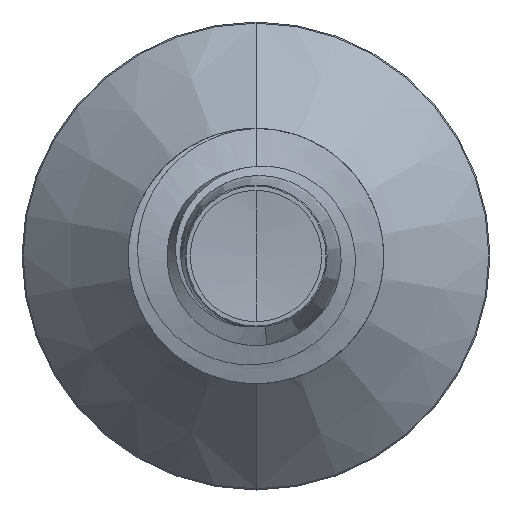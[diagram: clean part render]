
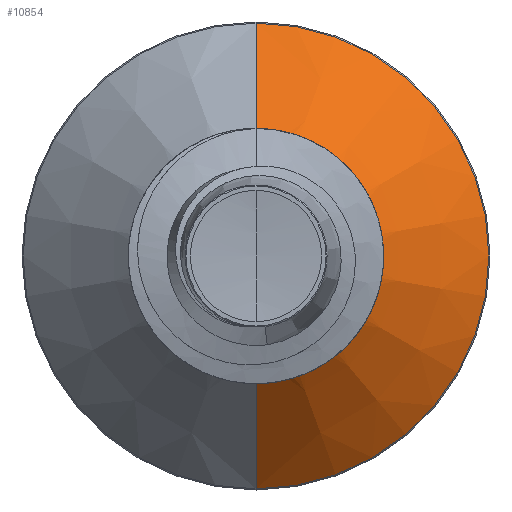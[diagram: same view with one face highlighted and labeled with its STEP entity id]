
A CAD part, front view. The second image highlights one B-rep face of the part: STEP entity #10854.
In plain terms, the highlighted conical face has half-angle 45 degrees and reference radius 1.165 mm.
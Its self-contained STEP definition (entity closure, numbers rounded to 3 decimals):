
#121 = CARTESIAN_POINT ( 'NONE',  ( 0., 5.365, 0. ) ) ;
#168 = AXIS2_PLACEMENT_3D ( 'NONE', #1640, #7575, #2482 ) ;
#368 = VECTOR ( 'NONE', #1936, 1000. ) ;
#973 = DIRECTION ( 'NONE',  ( 0., 1., 0. ) ) ;
#1446 = CARTESIAN_POINT ( 'NONE',  ( 0., 5.365, 1.165 ) ) ;
#1640 = CARTESIAN_POINT ( 'NONE',  ( 0., 6.937, 0. ) ) ;
#1936 = DIRECTION ( 'NONE',  ( 0., 0.707, -0.707 ) ) ;
#2224 = DIRECTION ( 'NONE',  ( 0., 1., 0. ) ) ;
#2482 = DIRECTION ( 'NONE',  ( 0., 0., 1. ) ) ;
#2631 = CONICAL_SURFACE ( 'NONE', #2806, 1.165, 0.785 ) ;
#2670 = VERTEX_POINT ( 'NONE', #6191 ) ;
#2806 = AXIS2_PLACEMENT_3D ( 'NONE', #121, #973, #6907 ) ;
#2868 = CARTESIAN_POINT ( 'NONE',  ( 0., 6.937, -2.737 ) ) ;
#2897 = FACE_OUTER_BOUND ( 'NONE', #8123, .T. ) ;
#3834 = CIRCLE ( 'NONE', #168, 2.737 ) ;
#4615 = ORIENTED_EDGE ( 'NONE', *, *, #10542, .F. ) ;
#4743 = DIRECTION ( 'NONE',  ( 0., 0.707, 0.707 ) ) ;
#4789 = CARTESIAN_POINT ( 'NONE',  ( 0., 5.365, -1.165 ) ) ;
#5576 = EDGE_CURVE ( 'NONE', #6100, #5705, #5819, .T. ) ;
#5705 = VERTEX_POINT ( 'NONE', #4789 ) ;
#5819 = CIRCLE ( 'NONE', #7275, 1.165 ) ;
#6100 = VERTEX_POINT ( 'NONE', #6812 ) ;
#6191 = CARTESIAN_POINT ( 'NONE',  ( 0., 6.937, 2.737 ) ) ;
#6386 = ORIENTED_EDGE ( 'NONE', *, *, #8958, .F. ) ;
#6812 = CARTESIAN_POINT ( 'NONE',  ( 0., 5.365, 1.165 ) ) ;
#6879 = LINE ( 'NONE', #7022, #368 ) ;
#6907 = DIRECTION ( 'NONE',  ( 0., 0., 1. ) ) ;
#7022 = CARTESIAN_POINT ( 'NONE',  ( 0., 5.365, -1.165 ) ) ;
#7196 = VERTEX_POINT ( 'NONE', #2868 ) ;
#7275 = AXIS2_PLACEMENT_3D ( 'NONE', #7311, #2224, #8160 ) ;
#7311 = CARTESIAN_POINT ( 'NONE',  ( 0., 5.365, 0. ) ) ;
#7575 = DIRECTION ( 'NONE',  ( 0., 1., 0. ) ) ;
#8123 = EDGE_LOOP ( 'NONE', ( #9342, #8771, #6386, #4615 ) ) ;
#8160 = DIRECTION ( 'NONE',  ( 0., 0., 1. ) ) ;
#8218 = LINE ( 'NONE', #1446, #9968 ) ;
#8771 = ORIENTED_EDGE ( 'NONE', *, *, #11035, .T. ) ;
#8958 = EDGE_CURVE ( 'NONE', #2670, #7196, #3834, .T. ) ;
#9342 = ORIENTED_EDGE ( 'NONE', *, *, #5576, .T. ) ;
#9968 = VECTOR ( 'NONE', #4743, 1000. ) ;
#10542 = EDGE_CURVE ( 'NONE', #6100, #2670, #8218, .T. ) ;
#10854 = ADVANCED_FACE ( 'NONE', ( #2897 ), #2631, .T. ) ;
#11035 = EDGE_CURVE ( 'NONE', #5705, #7196, #6879, .T. ) ;
